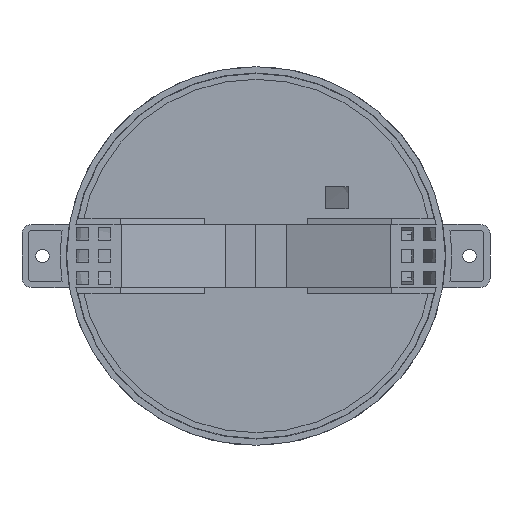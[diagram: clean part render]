
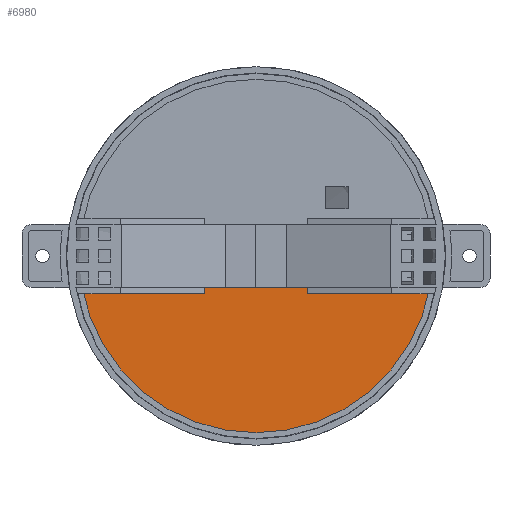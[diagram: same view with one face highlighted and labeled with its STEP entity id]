
A CAD part, front view. The second image highlights one B-rep face of the part: STEP entity #6980.
In plain terms, the highlighted planar face has unit normal (0, -1, 0).
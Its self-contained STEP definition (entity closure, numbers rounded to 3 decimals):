
#187 = CARTESIAN_POINT ( 'NONE',  ( -55.1, 10., -10. ) ) ;
#189 = AXIS2_PLACEMENT_3D ( 'NONE', #15904, #13185, #10458 ) ;
#475 = DIRECTION ( 'NONE',  ( 1., 0., 0. ) ) ;
#777 = EDGE_LOOP ( 'NONE', ( #20969, #4120, #1181, #1411, #7453, #19380, #4616 ) ) ;
#1007 = LINE ( 'NONE', #22145, #18192 ) ;
#1068 = CARTESIAN_POINT ( 'NONE',  ( -16.286, 10., -10. ) ) ;
#1124 = VERTEX_POINT ( 'NONE', #21111 ) ;
#1181 = ORIENTED_EDGE ( 'NONE', *, *, #18219, .F. ) ;
#1411 = ORIENTED_EDGE ( 'NONE', *, *, #23814, .F. ) ;
#1752 = LINE ( 'NONE', #3201, #3276 ) ;
#2169 = FACE_OUTER_BOUND ( 'NONE', #777, .T. ) ;
#3201 = CARTESIAN_POINT ( 'NONE',  ( 0., 10., -10. ) ) ;
#3213 = VERTEX_POINT ( 'NONE', #9219 ) ;
#3276 = VECTOR ( 'NONE', #475, 1000. ) ;
#4120 = ORIENTED_EDGE ( 'NONE', *, *, #16004, .F. ) ;
#4616 = ORIENTED_EDGE ( 'NONE', *, *, #8777, .F. ) ;
#4909 = DIRECTION ( 'NONE',  ( 1., 0., 0. ) ) ;
#6106 = AXIS2_PLACEMENT_3D ( 'NONE', #13122, #26122, #23387 ) ;
#6980 = ADVANCED_FACE ( 'NONE', ( #2169 ), #18629, .F. ) ;
#7453 = ORIENTED_EDGE ( 'NONE', *, *, #12226, .F. ) ;
#7631 = CARTESIAN_POINT ( 'NONE',  ( 0., 10., -10. ) ) ;
#8184 = VECTOR ( 'NONE', #4909, 1000. ) ;
#8212 = CARTESIAN_POINT ( 'NONE',  ( 16.286, 10., -10. ) ) ;
#8777 = EDGE_CURVE ( 'NONE', #11243, #16605, #16270, .T. ) ;
#9219 = CARTESIAN_POINT ( 'NONE',  ( 55.1, 10., -10. ) ) ;
#9692 = EDGE_CURVE ( 'NONE', #3213, #11243, #10154, .T. ) ;
#10154 = CIRCLE ( 'NONE', #6106, 56. ) ;
#10343 = LINE ( 'NONE', #7631, #8184 ) ;
#10458 = DIRECTION ( 'NONE',  ( 0., 0., 1. ) ) ;
#10582 = CARTESIAN_POINT ( 'NONE',  ( 0., 10., 0. ) ) ;
#10725 = CARTESIAN_POINT ( 'NONE',  ( -11.339, 10., -10. ) ) ;
#11243 = VERTEX_POINT ( 'NONE', #26251 ) ;
#11939 = LINE ( 'NONE', #16759, #23760 ) ;
#12226 = EDGE_CURVE ( 'NONE', #19752, #18276, #10343, .T. ) ;
#13122 = CARTESIAN_POINT ( 'NONE',  ( 0., 10., 0. ) ) ;
#13185 = DIRECTION ( 'NONE',  ( 0., 1., 0. ) ) ;
#13499 = DIRECTION ( 'NONE',  ( 1., 0., 0. ) ) ;
#14025 = DIRECTION ( 'NONE',  ( 1., 0., 0. ) ) ;
#14586 = VERTEX_POINT ( 'NONE', #8212 ) ;
#15904 = CARTESIAN_POINT ( 'NONE',  ( 0., 10., 0. ) ) ;
#16004 = EDGE_CURVE ( 'NONE', #14586, #3213, #21669, .T. ) ;
#16213 = CARTESIAN_POINT ( 'NONE',  ( -58., 10., -10. ) ) ;
#16270 = CIRCLE ( 'NONE', #25639, 56. ) ;
#16605 = VERTEX_POINT ( 'NONE', #187 ) ;
#16759 = CARTESIAN_POINT ( 'NONE',  ( -58., 10., -10. ) ) ;
#18192 = VECTOR ( 'NONE', #19420, 1000. ) ;
#18219 = EDGE_CURVE ( 'NONE', #1124, #14586, #1752, .T. ) ;
#18276 = VERTEX_POINT ( 'NONE', #10725 ) ;
#18629 = PLANE ( 'NONE',  #189 ) ;
#19380 = ORIENTED_EDGE ( 'NONE', *, *, #25751, .F. ) ;
#19420 = DIRECTION ( 'NONE',  ( 1., 0., 0. ) ) ;
#19752 = VERTEX_POINT ( 'NONE', #1068 ) ;
#20969 = ORIENTED_EDGE ( 'NONE', *, *, #9692, .F. ) ;
#21111 = CARTESIAN_POINT ( 'NONE',  ( 11.339, 10., -10. ) ) ;
#21669 = LINE ( 'NONE', #16213, #22287 ) ;
#22145 = CARTESIAN_POINT ( 'NONE',  ( -58., 10., -10. ) ) ;
#22287 = VECTOR ( 'NONE', #13499, 1000. ) ;
#23387 = DIRECTION ( 'NONE',  ( 0., 0., 1. ) ) ;
#23566 = DIRECTION ( 'NONE',  ( 0., 0., 1. ) ) ;
#23760 = VECTOR ( 'NONE', #14025, 1000. ) ;
#23814 = EDGE_CURVE ( 'NONE', #18276, #1124, #11939, .T. ) ;
#25639 = AXIS2_PLACEMENT_3D ( 'NONE', #10582, #26299, #23566 ) ;
#25751 = EDGE_CURVE ( 'NONE', #16605, #19752, #1007, .T. ) ;
#26122 = DIRECTION ( 'NONE',  ( 0., 1., 0. ) ) ;
#26251 = CARTESIAN_POINT ( 'NONE',  ( 0., 10., -56. ) ) ;
#26299 = DIRECTION ( 'NONE',  ( 0., 1., 0. ) ) ;
